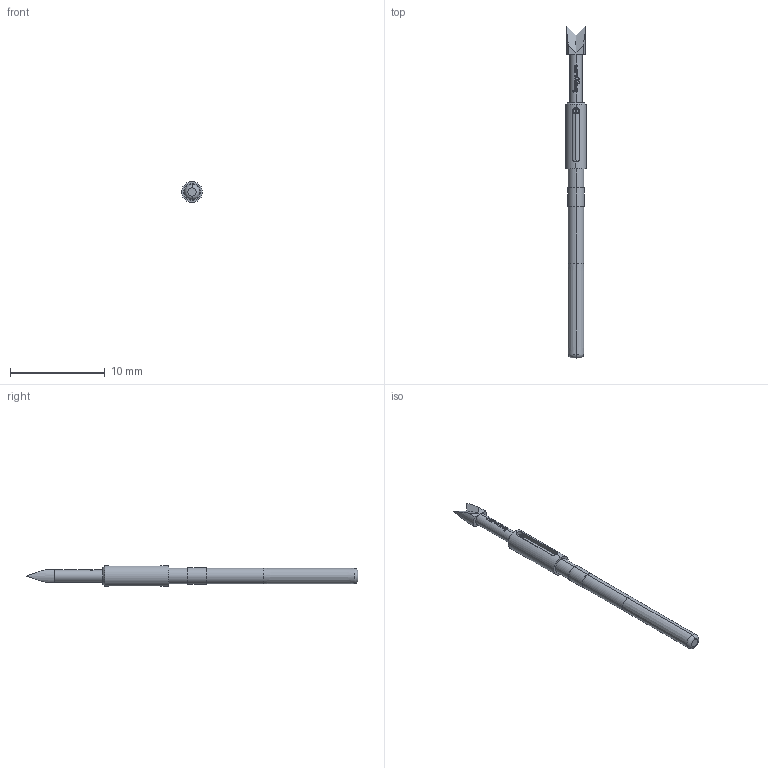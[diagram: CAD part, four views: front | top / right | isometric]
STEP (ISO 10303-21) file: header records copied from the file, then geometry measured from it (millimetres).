
FILE_DESCRIPTION (( 'STEP AP203' ), '1' );
FILE_NAME ('INGUN_GKS-710_221_130_A_xx07.STEP', '2021-12-20T09:32:12', ( 'ochi' ), ( '' ), 'SwSTEP 2.0', 'SolidWorks 2018', '' );
FILE_SCHEMA (( 'CONFIG_CONTROL_DESIGN' ));
Length unit declared in the file: millimetre
Products named in the file (1): INGUN_GKS-710_221_130_A_xx07
Bounding box: 2.2 x 35.1 x 2.2 mm (x, y, z)
Volume: 76.1 mm3; surface area: 206.5 mm2
Topology: 1 solids, 1 shells, 134 faces, 363 edges, 237 vertices
Faces by surface type: plane 65, cylinder 35, bspline 22, cone 10, torus 2
Entity records: 4628 total; most frequent: CARTESIAN_POINT 1376, ORIENTED_EDGE 726, DIRECTION 577, EDGE_CURVE 363, VERTEX_POINT 237, AXIS2_PLACEMENT_3D 216, VECTOR 145, LINE 145
